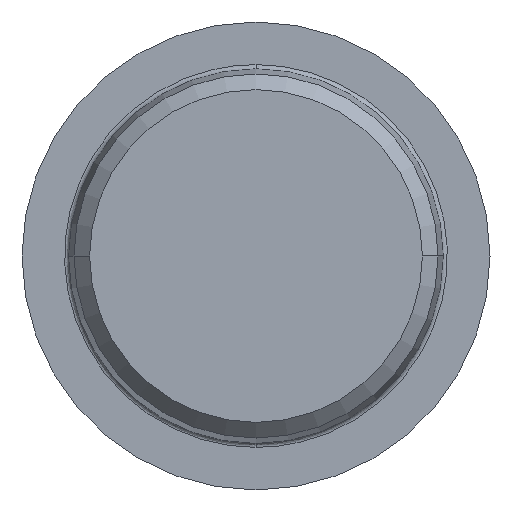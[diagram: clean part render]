
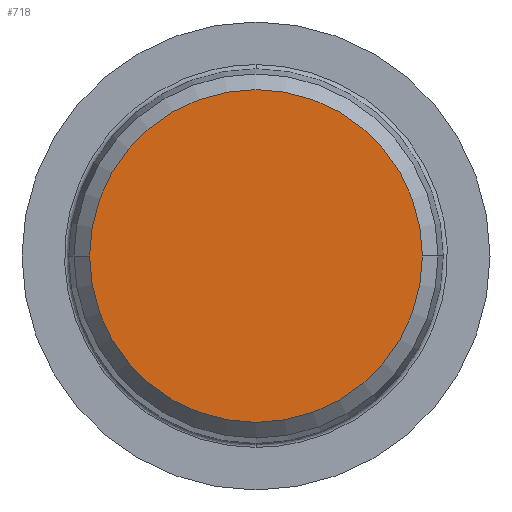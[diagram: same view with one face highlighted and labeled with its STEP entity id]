
A CAD part, front view. The second image highlights one B-rep face of the part: STEP entity #718.
In plain terms, the highlighted planar face has unit normal (0, -1, 0).
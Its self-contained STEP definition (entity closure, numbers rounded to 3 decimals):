
#18 = CARTESIAN_POINT ( 'NONE',  ( -16., 0., 0. ) ) ;
#35 = VERTEX_POINT ( 'NONE', #18 ) ;
#41 = EDGE_CURVE ( 'NONE', #118, #35, #1051, .T. ) ;
#53 = EDGE_LOOP ( 'NONE', ( #933, #519 ) ) ;
#106 = DIRECTION ( 'NONE',  ( 0., 1., 0. ) ) ;
#118 = VERTEX_POINT ( 'NONE', #558 ) ;
#191 = AXIS2_PLACEMENT_3D ( 'NONE', #373, #106, #1089 ) ;
#193 = PLANE ( 'NONE',  #191 ) ;
#197 = DIRECTION ( 'NONE',  ( -1., 0., 0. ) ) ;
#221 = CIRCLE ( 'NONE', #912, 16. ) ;
#262 = EDGE_CURVE ( 'NONE', #35, #118, #221, .T. ) ;
#373 = CARTESIAN_POINT ( 'NONE',  ( 0., 0., 0. ) ) ;
#485 = DIRECTION ( 'NONE',  ( -1., 0., 0. ) ) ;
#519 = ORIENTED_EDGE ( 'NONE', *, *, #41, .F. ) ;
#558 = CARTESIAN_POINT ( 'NONE',  ( 16., 0., 0. ) ) ;
#562 = CARTESIAN_POINT ( 'NONE',  ( 0., 0., 0. ) ) ;
#718 = ADVANCED_FACE ( 'NONE', ( #849 ), #193, .F. ) ;
#807 = AXIS2_PLACEMENT_3D ( 'NONE', #562, #913, #197 ) ;
#846 = DIRECTION ( 'NONE',  ( 0., 1., 0. ) ) ;
#849 = FACE_OUTER_BOUND ( 'NONE', #53, .T. ) ;
#912 = AXIS2_PLACEMENT_3D ( 'NONE', #1108, #846, #485 ) ;
#913 = DIRECTION ( 'NONE',  ( 0., 1., 0. ) ) ;
#933 = ORIENTED_EDGE ( 'NONE', *, *, #262, .F. ) ;
#1051 = CIRCLE ( 'NONE', #807, 16. ) ;
#1089 = DIRECTION ( 'NONE',  ( 0., 0., 1. ) ) ;
#1108 = CARTESIAN_POINT ( 'NONE',  ( 0., 0., 0. ) ) ;
